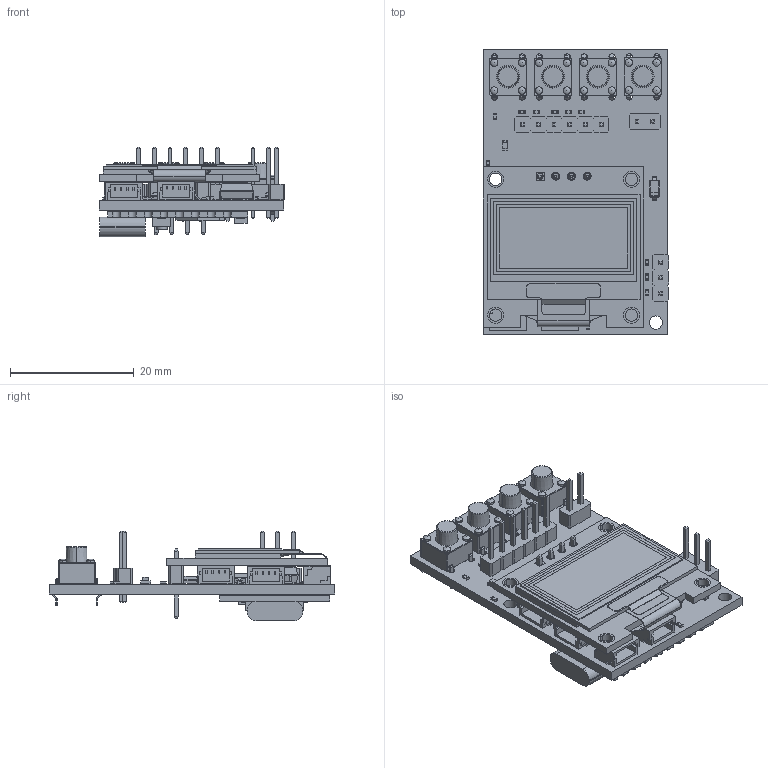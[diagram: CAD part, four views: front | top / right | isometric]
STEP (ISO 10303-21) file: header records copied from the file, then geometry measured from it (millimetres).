
FILE_DESCRIPTION(('KiCad electronic assembly'),'2;1');
FILE_NAME('Daisy_Board_Display.step','2025-01-27T19:33:30',('Pcbnew'),( 'Kicad'),'Open CASCADE STEP processor 7.8','KiCad to STEP converter' ,'Unknown');
FILE_SCHEMA(('AUTOMOTIVE_DESIGN { 1 0 10303 214 1 1 1 1 }'));
Length unit declared in the file: millimetre
Products named in the file (32): Daisy_Board_Display 1; R_0402_1005Metric; SM04B-SRSS-TB; SM04B-SRSS; PinHeader_1x03_P2.54mm_Vertical; PinHeader_1x03_P254mm_Vertical; TS02-66-60-BK-160-LCR-D; CUI_DEVICES_TS02-66-60-BK-160-LCR-D; SOT-23; SOT_23; LED_0603_1608Metric; AS5600-ASOT; ASSEMBLY; C_0402_1005Metric; PinHeader_1x06_P2.54mm_Vertical; PinHeader_1x06_P254mm_Vertical; DM-OLED096-636; PinHeader_2x01_P2.54mm_Vertical; PinHeader_2x01_P254mm_Vertical; SW_DIP_SPSTx04_Slide_Copal_CHS-04A_W5.08mm_P1.27mm_JPin; SW_DIP_SPSTx04_Slide_Copal_CHS_04A_W508mm_P127mm_JPin; WS2812C-2020; D_SOD-123; D_SOD_123; ESP32-C3 supermini v5; Daisy_Board_Display_PCB
Assembly tree (59 placements, depth 3):
  Daisy_Board_Display 1
    R_0402_1005Metric  x18
      R_0402_1005Metric
    SM04B-SRSS-TB  x4
      SM04B-SRSS
    PinHeader_1x03_P2.54mm_Vertical
      PinHeader_1x03_P254mm_Vertical
    TS02-66-60-BK-160-LCR-D  x4
      CUI_DEVICES_TS02-66-60-BK-160-LCR-D
    SOT-23  x2
      SOT_23
    LED_0603_1608Metric
      LED_0603_1608Metric
    AS5600-ASOT
      ASSEMBLY
    C_0402_1005Metric  x5
      C_0402_1005Metric
    PinHeader_1x06_P2.54mm_Vertical
      PinHeader_1x06_P254mm_Vertical
    DM-OLED096-636
      DM-OLED096-636
    PinHeader_2x01_P2.54mm_Vertical
      PinHeader_2x01_P254mm_Vertical
    SW_DIP_SPSTx04_Slide_Copal_CHS-04A_W5.08mm_P1.27mm_JPin
      SW_DIP_SPSTx04_Slide_Copal_CHS_04A_W508mm_P127mm_JPin
    WS2812C-2020
      WS2812C-2020
    D_SOD-123
      D_SOD_123
    ESP32-C3 supermini v5
      ESP32-C3 supermini v5
    Daisy_Board_Display_PCB
Bounding box: 30.01 x 46.18 x 14.54 mm (x, y, z)
Volume: 5311.7 mm3; surface area: 12618.7 mm2
Topology: 198 solids, 198 shells, 3850 faces, 9836 edges, 6431 vertices
Faces by surface type: plane 2754, cylinder 768, bspline 294, sphere 16, torus 10, cone 8
Full cylindrical faces by diameter (mm): 0.487 x1, 0.9 x8, 1 x31, 1.27 x48, 1.7 x2, 2.14 x2
Entity records: 84302 total; most frequent: CARTESIAN_POINT 17092, ORIENTED_EDGE 12768, DIRECTION 11412, EDGE_CURVE 6384, LINE 4982, VECTOR 4982, VERTEX_POINT 4173, AXIS2_PLACEMENT_3D 3215
